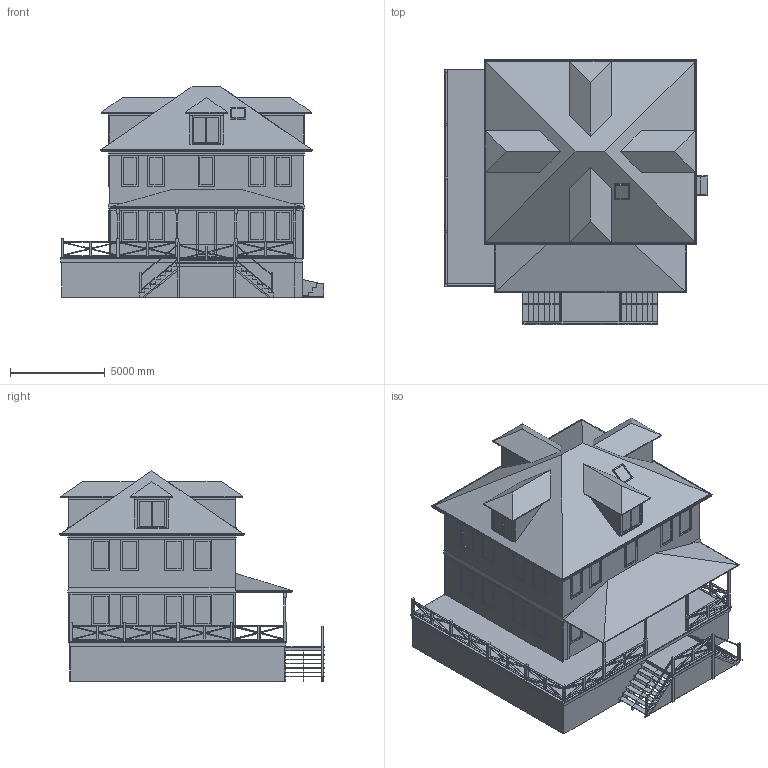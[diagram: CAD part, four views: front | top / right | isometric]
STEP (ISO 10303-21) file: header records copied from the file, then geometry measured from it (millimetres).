
FILE_DESCRIPTION(/* description */ ('STEP AP242','CAx-IF Rec.Pracs.---Representation and Presentation of Product Manufacturing Information (PMI)---4.0---2014-10-13','CAx-IF Rec.Pracs.---3D Tessellated Geometry---0.4---2014-09-14','2;1'),/* implementation_level */ '2;1');
FILE_NAME(/* name */ '66bc88cdb8966e6293477b02',/* time_stamp */ '2024-08-14T10:37:03Z',/* author */ (''),/* organization */ (''),/* preprocessor_version */ 'ST-DEVELOPER v20',/* originating_system */ ' ',/* authorisation */ ' ');
FILE_SCHEMA (('AP242_MANAGED_MODEL_BASED_3D_ENGINEERING_MIM_LF { 1 0 10303 442 1 1 4 }'));
Length unit declared in the file: metre
Products named in the file (2): Part 2; Part 1
Bounding box: 13919.2 x 13995.4 x 11099.8 mm (x, y, z)
Volume: 590991634666.4 mm3; surface area: 1153373553.7 mm2
Topology: 2 solids, 2 shells, 1171 faces, 3420 edges, 2191 vertices
Faces by surface type: plane 1171
Entity records: 38008 total; most frequent: ORIENTED_EDGE 6840, CARTESIAN_POINT 6793, DIRECTION 5763, EDGE_CURVE 3420, LINE 3417, VECTOR 3417, VERTEX_POINT 2191, EDGE_LOOP 1299
